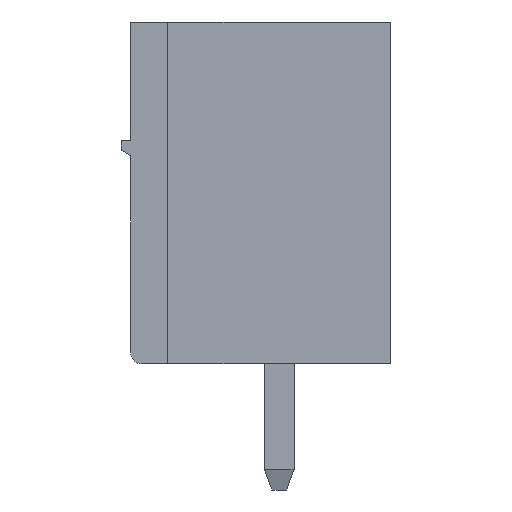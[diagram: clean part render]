
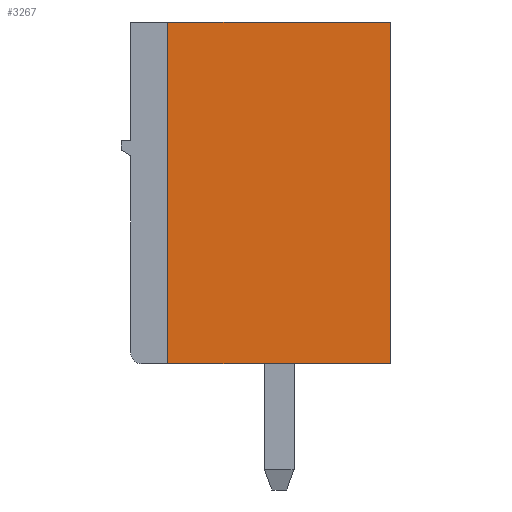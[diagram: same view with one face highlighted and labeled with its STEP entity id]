
A CAD part, left-side view. The second image highlights one B-rep face of the part: STEP entity #3267.
In plain terms, the highlighted planar face has unit normal (-1, 0, 0).
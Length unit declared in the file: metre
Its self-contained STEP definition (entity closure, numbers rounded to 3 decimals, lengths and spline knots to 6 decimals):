
#3267=ADVANCED_FACE('',(#6681),#6682,.F.);
#6681=FACE_OUTER_BOUND('',#10121,.T.);
#6682=PLANE('',#10122);
#10121=EDGE_LOOP('',(#19871,#19872,#19873,#19874));
#10122=AXIS2_PLACEMENT_3D('',#19875,#19876,#19877);
#19871=ORIENTED_EDGE('',*,*,#20624,.F.);
#19872=ORIENTED_EDGE('',*,*,#20235,.F.);
#19873=ORIENTED_EDGE('',*,*,#23980,.T.);
#19874=ORIENTED_EDGE('',*,*,#20756,.T.);
#19875=CARTESIAN_POINT('',(-1.091827,0.00386,0.000933));
#19876=DIRECTION('',(1.0,0.,0.));
#19877=DIRECTION('',(0.0,0.,1.0));
#20235=EDGE_CURVE('',#24142,#24137,#24144,.T.);
#20624=EDGE_CURVE('',#24137,#24920,#24921,.T.);
#20756=EDGE_CURVE('',#25154,#24920,#25155,.T.);
#23980=EDGE_CURVE('',#24142,#25154,#29621,.T.);
#24137=VERTEX_POINT('',#29820);
#24142=VERTEX_POINT('',#29828);
#24144=LINE('',#29831,#29832);
#24920=VERTEX_POINT('',#30933);
#24921=LINE('',#30934,#30935);
#25154=VERTEX_POINT('',#31293);
#25155=LINE('',#31294,#31295);
#29621=LINE('',#37858,#37859);
#29820=CARTESIAN_POINT('',(-1.091827,0.00386,0.000933));
#29828=CARTESIAN_POINT('',(-1.091827,0.00986,0.000933));
#29831=CARTESIAN_POINT('',(-1.091827,0.00386,0.000933));
#29832=VECTOR('',#38020,1.0);
#30933=CARTESIAN_POINT('',(-1.091827,0.00386,-0.008267));
#30934=CARTESIAN_POINT('',(-1.091827,0.00386,0.000933));
#30935=VECTOR('',#38532,1.0);
#31293=CARTESIAN_POINT('',(-1.091827,0.00986,-0.008267));
#31294=CARTESIAN_POINT('',(-1.091827,0.00386,-0.008267));
#31295=VECTOR('',#38673,1.0);
#37858=CARTESIAN_POINT('',(-1.091827,0.00986,0.000933));
#37859=VECTOR('',#41065,1.0);
#38020=DIRECTION('',(0.,-1.0,0.));
#38532=DIRECTION('',(0.,0.,-1.0));
#38673=DIRECTION('',(0.,-1.0,0.));
#41065=DIRECTION('',(0.,0.,-1.0));
